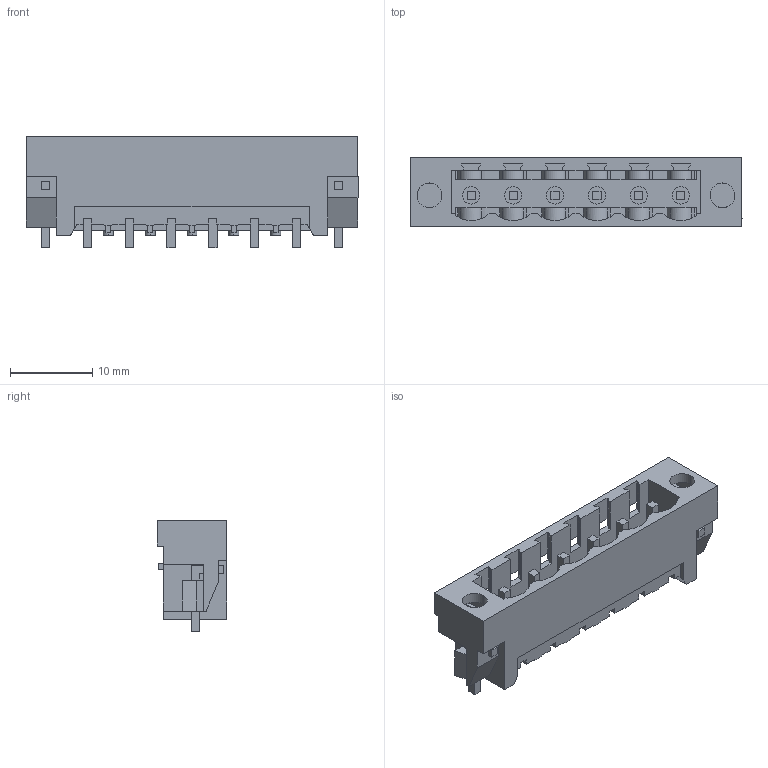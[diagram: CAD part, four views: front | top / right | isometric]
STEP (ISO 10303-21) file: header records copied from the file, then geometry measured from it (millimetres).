
FILE_DESCRIPTION(('CATIA V5 STEP Exchange','CAx-IF Rec.Pracs.--- Model Styling and Organization---1.2---2011-12-15'),'2;1');
FILE_NAME ('D1455946_0_1776402001_1776402001.stp','2018-03-21T11:36:58+00:00',('none'),('Weidmueller'),'CATIA Version 5-6 Release 2014','CATIA V5 STEP AP214','none');
FILE_SCHEMA(('AUTOMOTIVE_DESIGN { 1 0 10303 214 1 1 1 1 }'));
Length unit declared in the file: millimetre
Products named in the file (1): 1776402001
Bounding box: 40.28 x 8.43 x 13.5 mm (x, y, z)
Volume: 1577.2 mm3; surface area: 3491.8 mm2
Topology: 9 solids, 9 shells, 444 faces, 1386 edges, 948 vertices
Faces by surface type: plane 381, cylinder 57, extrusion 6
Entity records: 15652 total; most frequent: CARTESIAN_POINT 3409, ORIENTED_EDGE 2772, DIRECTION 2153, EDGE_CURVE 1386, VECTOR 1178, LINE 1172, VERTEX_POINT 948, AXIS2_PLACEMENT_3D 537
